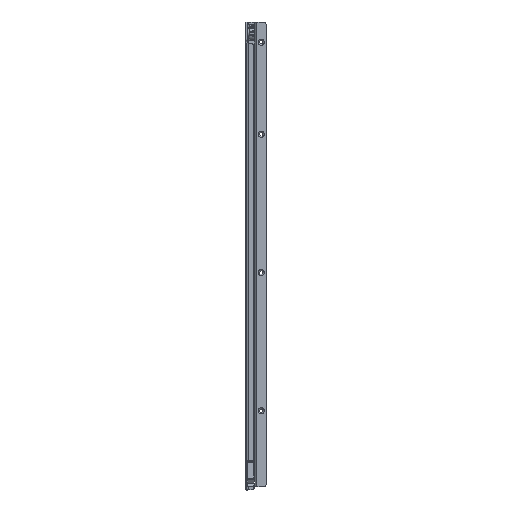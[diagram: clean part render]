
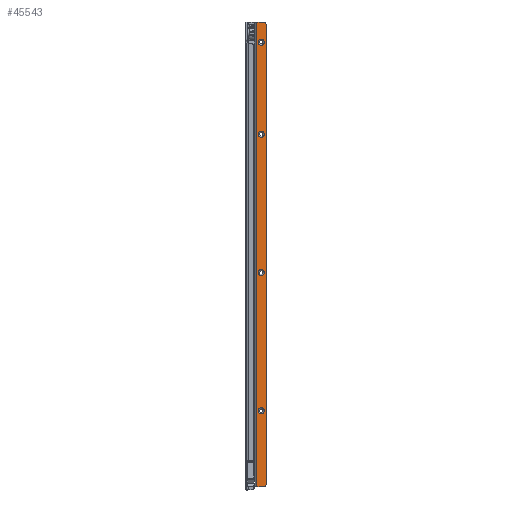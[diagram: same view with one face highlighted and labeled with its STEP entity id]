
A CAD part, front view. The second image highlights one B-rep face of the part: STEP entity #45543.
In plain terms, the highlighted planar face has unit normal (0, -1, 0).
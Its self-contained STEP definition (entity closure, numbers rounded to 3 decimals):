
#1993 = EDGE_CURVE ( 'NONE', #17216, #42841, #22191, .T. ) ;
#2005 = EDGE_CURVE ( 'NONE', #3791, #17021, #49121, .T. ) ;
#2040 = AXIS2_PLACEMENT_3D ( 'NONE', #44011, #20246, #39810 ) ;
#2246 = CIRCLE ( 'NONE', #46909, 4.25 ) ;
#2318 = DIRECTION ( 'NONE',  ( -1., 0., 0. ) ) ;
#3018 = VERTEX_POINT ( 'NONE', #31140 ) ;
#3359 = VERTEX_POINT ( 'NONE', #9943 ) ;
#3500 = CARTESIAN_POINT ( 'NONE',  ( 13.166, -8.074, 643.5 ) ) ;
#3791 = VERTEX_POINT ( 'NONE', #35391 ) ;
#4307 = EDGE_LOOP ( 'NONE', ( #8893, #16002 ) ) ;
#4596 = VERTEX_POINT ( 'NONE', #39707 ) ;
#5053 = LINE ( 'NONE', #17987, #50493 ) ;
#5206 = EDGE_LOOP ( 'NONE', ( #51188, #6573, #23382, #19630, #45237, #37143, #46933, #47247 ) ) ;
#5365 = CIRCLE ( 'NONE', #38224, 4. ) ;
#6292 = AXIS2_PLACEMENT_3D ( 'NONE', #51031, #10877, #26962 ) ;
#6449 = EDGE_LOOP ( 'NONE', ( #44805, #30223 ) ) ;
#6521 = CARTESIAN_POINT ( 'NONE',  ( 10.75, -8.074, 617.5 ) ) ;
#6573 = ORIENTED_EDGE ( 'NONE', *, *, #24891, .F. ) ;
#7369 = CIRCLE ( 'NONE', #22554, 4. ) ;
#8140 = CARTESIAN_POINT ( 'NONE',  ( 2.25, -8.074, 617.5 ) ) ;
#8454 = CARTESIAN_POINT ( 'NONE',  ( 13.166, -8.074, 2. ) ) ;
#8785 = FACE_BOUND ( 'NONE', #6449, .T. ) ;
#8893 = ORIENTED_EDGE ( 'NONE', *, *, #2005, .T. ) ;
#9378 = CARTESIAN_POINT ( 'NONE',  ( 13.702, -8.074, 642.572 ) ) ;
#9420 = EDGE_CURVE ( 'NONE', #36407, #44178, #51808, .T. ) ;
#9452 = CARTESIAN_POINT ( 'NONE',  ( 9.702, -8.074, 4. ) ) ;
#9558 = VERTEX_POINT ( 'NONE', #8454 ) ;
#9943 = CARTESIAN_POINT ( 'NONE',  ( 10.75, -8.074, 489.5 ) ) ;
#10486 = DIRECTION ( 'NONE',  ( 0., 0., 1. ) ) ;
#10877 = DIRECTION ( 'NONE',  ( 0., 1., 0. ) ) ;
#10930 = EDGE_CURVE ( 'NONE', #12386, #9558, #7369, .T. ) ;
#11759 = CARTESIAN_POINT ( 'NONE',  ( 16.63, -8.074, 8. ) ) ;
#11977 = DIRECTION ( 'NONE',  ( -1., 0., 0. ) ) ;
#12220 = PLANE ( 'NONE',  #28039 ) ;
#12386 = VERTEX_POINT ( 'NONE', #50148 ) ;
#12531 = DIRECTION ( 'NONE',  ( 0., 1., 0. ) ) ;
#12854 = DIRECTION ( 'NONE',  ( -1., 0., 0. ) ) ;
#13058 = CARTESIAN_POINT ( 'NONE',  ( 13.702, -8.074, 645.5 ) ) ;
#14123 = VECTOR ( 'NONE', #11977, 1000. ) ;
#14178 = EDGE_CURVE ( 'NONE', #47375, #4596, #5365, .T. ) ;
#14438 = CARTESIAN_POINT ( 'NONE',  ( 0.5, -8.074, 0. ) ) ;
#14830 = AXIS2_PLACEMENT_3D ( 'NONE', #48776, #49030, #12854 ) ;
#15196 = EDGE_CURVE ( 'NONE', #24752, #47375, #23307, .T. ) ;
#15734 = DIRECTION ( 'NONE',  ( 0.5, 0., 0.866 ) ) ;
#16002 = ORIENTED_EDGE ( 'NONE', *, *, #31469, .T. ) ;
#16306 = AXIS2_PLACEMENT_3D ( 'NONE', #29047, #16413, #48884 ) ;
#16413 = DIRECTION ( 'NONE',  ( 0., 1., 0. ) ) ;
#16962 = CARTESIAN_POINT ( 'NONE',  ( 2.25, -8.074, 105.5 ) ) ;
#17021 = VERTEX_POINT ( 'NONE', #16962 ) ;
#17216 = VERTEX_POINT ( 'NONE', #6521 ) ;
#17779 = CARTESIAN_POINT ( 'NONE',  ( 13.702, -8.074, 2.928 ) ) ;
#17987 = CARTESIAN_POINT ( 'NONE',  ( 13.702, -8.074, 0. ) ) ;
#19001 = DIRECTION ( 'NONE',  ( -1., 0., 0. ) ) ;
#19252 = VERTEX_POINT ( 'NONE', #37968 ) ;
#19316 = DIRECTION ( 'NONE',  ( 0., 1., 0. ) ) ;
#19506 = VECTOR ( 'NONE', #10486, 1000. ) ;
#19630 = ORIENTED_EDGE ( 'NONE', *, *, #33015, .T. ) ;
#19758 = EDGE_LOOP ( 'NONE', ( #32065, #24775 ) ) ;
#19919 = DIRECTION ( 'NONE',  ( 0., 0., -1. ) ) ;
#20246 = DIRECTION ( 'NONE',  ( 0., 1., 0. ) ) ;
#20542 = CIRCLE ( 'NONE', #16306, 4.25 ) ;
#20702 = FACE_BOUND ( 'NONE', #22411, .T. ) ;
#20855 = EDGE_CURVE ( 'NONE', #24752, #33502, #5053, .T. ) ;
#21110 = DIRECTION ( 'NONE',  ( 0., -1., 0. ) ) ;
#21117 = DIRECTION ( 'NONE',  ( 0., -1., 0. ) ) ;
#21530 = CARTESIAN_POINT ( 'NONE',  ( 6.5, -8.074, 297.5 ) ) ;
#22191 = CIRCLE ( 'NONE', #33980, 4.25 ) ;
#22386 = LINE ( 'NONE', #14438, #19506 ) ;
#22411 = EDGE_LOOP ( 'NONE', ( #49962, #45545 ) ) ;
#22554 = AXIS2_PLACEMENT_3D ( 'NONE', #9452, #21110, #29501 ) ;
#23307 = LINE ( 'NONE', #3500, #43366 ) ;
#23382 = ORIENTED_EDGE ( 'NONE', *, *, #10930, .T. ) ;
#23588 = EDGE_CURVE ( 'NONE', #44120, #4596, #32589, .T. ) ;
#23720 = EDGE_CURVE ( 'NONE', #44178, #36407, #2246, .T. ) ;
#24752 = VERTEX_POINT ( 'NONE', #9378 ) ;
#24775 = ORIENTED_EDGE ( 'NONE', *, *, #50021, .T. ) ;
#24891 = EDGE_CURVE ( 'NONE', #12386, #19252, #40765, .T. ) ;
#25451 = DIRECTION ( 'NONE',  ( -1., 0., 0. ) ) ;
#26338 = CARTESIAN_POINT ( 'NONE',  ( 2.25, -8.074, 297.5 ) ) ;
#26962 = DIRECTION ( 'NONE',  ( -1., 0., 0. ) ) ;
#27236 = CIRCLE ( 'NONE', #47483, 4.25 ) ;
#27563 = CIRCLE ( 'NONE', #14830, 4.25 ) ;
#27811 = CARTESIAN_POINT ( 'NONE',  ( 13.702, -8.074, 0. ) ) ;
#28039 = AXIS2_PLACEMENT_3D ( 'NONE', #44695, #48663, #19919 ) ;
#28870 = DIRECTION ( 'NONE',  ( 1., 0., 0. ) ) ;
#29047 = CARTESIAN_POINT ( 'NONE',  ( 6.5, -8.074, 105.5 ) ) ;
#29501 = DIRECTION ( 'NONE',  ( 0., 0., 1. ) ) ;
#29746 = CARTESIAN_POINT ( 'NONE',  ( 13.166, -8.074, 643.5 ) ) ;
#29752 = CIRCLE ( 'NONE', #2040, 4.25 ) ;
#29794 = VECTOR ( 'NONE', #15734, 1000. ) ;
#30223 = ORIENTED_EDGE ( 'NONE', *, *, #23720, .T. ) ;
#30936 = DIRECTION ( 'NONE',  ( -0.5, 0., 0.866 ) ) ;
#31140 = CARTESIAN_POINT ( 'NONE',  ( 2.25, -8.074, 489.5 ) ) ;
#31469 = EDGE_CURVE ( 'NONE', #17021, #3791, #20542, .T. ) ;
#31797 = DIRECTION ( 'NONE',  ( -1., 0., 0. ) ) ;
#32065 = ORIENTED_EDGE ( 'NONE', *, *, #39268, .T. ) ;
#32589 = LINE ( 'NONE', #13058, #37676 ) ;
#32704 = EDGE_CURVE ( 'NONE', #42841, #17216, #27236, .T. ) ;
#33015 = EDGE_CURVE ( 'NONE', #9558, #33502, #47146, .T. ) ;
#33234 = CARTESIAN_POINT ( 'NONE',  ( 0.5, -8.074, 645.5 ) ) ;
#33502 = VERTEX_POINT ( 'NONE', #17779 ) ;
#33980 = AXIS2_PLACEMENT_3D ( 'NONE', #39524, #43202, #2318 ) ;
#35391 = CARTESIAN_POINT ( 'NONE',  ( 10.75, -8.074, 105.5 ) ) ;
#36407 = VERTEX_POINT ( 'NONE', #37491 ) ;
#37143 = ORIENTED_EDGE ( 'NONE', *, *, #15196, .T. ) ;
#37441 = EDGE_CURVE ( 'NONE', #19252, #44120, #22386, .T. ) ;
#37491 = CARTESIAN_POINT ( 'NONE',  ( 10.75, -8.074, 297.5 ) ) ;
#37676 = VECTOR ( 'NONE', #28870, 1000. ) ;
#37968 = CARTESIAN_POINT ( 'NONE',  ( 0.5, -8.074, 0. ) ) ;
#38224 = AXIS2_PLACEMENT_3D ( 'NONE', #41166, #21117, #49339 ) ;
#39268 = EDGE_CURVE ( 'NONE', #3359, #3018, #29752, .T. ) ;
#39524 = CARTESIAN_POINT ( 'NONE',  ( 6.5, -8.074, 617.5 ) ) ;
#39707 = CARTESIAN_POINT ( 'NONE',  ( 9.702, -8.074, 645.5 ) ) ;
#39810 = DIRECTION ( 'NONE',  ( -1., 0., 0. ) ) ;
#39977 = FACE_OUTER_BOUND ( 'NONE', #5206, .T. ) ;
#40729 = AXIS2_PLACEMENT_3D ( 'NONE', #51403, #12531, #31797 ) ;
#40765 = LINE ( 'NONE', #27811, #14123 ) ;
#41018 = FACE_BOUND ( 'NONE', #4307, .T. ) ;
#41166 = CARTESIAN_POINT ( 'NONE',  ( 9.702, -8.074, 641.5 ) ) ;
#41218 = DIRECTION ( 'NONE',  ( 0., 0., -1. ) ) ;
#42841 = VERTEX_POINT ( 'NONE', #8140 ) ;
#43202 = DIRECTION ( 'NONE',  ( 0., 1., 0. ) ) ;
#43366 = VECTOR ( 'NONE', #30936, 1000. ) ;
#44011 = CARTESIAN_POINT ( 'NONE',  ( 6.5, -8.074, 489.5 ) ) ;
#44120 = VERTEX_POINT ( 'NONE', #33234 ) ;
#44178 = VERTEX_POINT ( 'NONE', #26338 ) ;
#44695 = CARTESIAN_POINT ( 'NONE',  ( -28.798, -8.074, 0. ) ) ;
#44805 = ORIENTED_EDGE ( 'NONE', *, *, #9420, .T. ) ;
#45237 = ORIENTED_EDGE ( 'NONE', *, *, #20855, .F. ) ;
#45543 = ADVANCED_FACE ( 'NONE', ( #20702, #48401, #8785, #41018, #39977 ), #12220, .F. ) ;
#45545 = ORIENTED_EDGE ( 'NONE', *, *, #32704, .T. ) ;
#46909 = AXIS2_PLACEMENT_3D ( 'NONE', #21530, #19316, #25451 ) ;
#46933 = ORIENTED_EDGE ( 'NONE', *, *, #14178, .T. ) ;
#47146 = LINE ( 'NONE', #11759, #29794 ) ;
#47247 = ORIENTED_EDGE ( 'NONE', *, *, #23588, .F. ) ;
#47375 = VERTEX_POINT ( 'NONE', #29746 ) ;
#47483 = AXIS2_PLACEMENT_3D ( 'NONE', #47740, #51219, #19001 ) ;
#47740 = CARTESIAN_POINT ( 'NONE',  ( 6.5, -8.074, 617.5 ) ) ;
#48401 = FACE_BOUND ( 'NONE', #19758, .T. ) ;
#48663 = DIRECTION ( 'NONE',  ( 0., 1., 0. ) ) ;
#48776 = CARTESIAN_POINT ( 'NONE',  ( 6.5, -8.074, 489.5 ) ) ;
#48884 = DIRECTION ( 'NONE',  ( -1., 0., 0. ) ) ;
#49030 = DIRECTION ( 'NONE',  ( 0., 1., 0. ) ) ;
#49121 = CIRCLE ( 'NONE', #40729, 4.25 ) ;
#49339 = DIRECTION ( 'NONE',  ( 0., 0., 1. ) ) ;
#49962 = ORIENTED_EDGE ( 'NONE', *, *, #1993, .T. ) ;
#50021 = EDGE_CURVE ( 'NONE', #3018, #3359, #27563, .T. ) ;
#50148 = CARTESIAN_POINT ( 'NONE',  ( 9.702, -8.074, 0. ) ) ;
#50493 = VECTOR ( 'NONE', #41218, 1000. ) ;
#51031 = CARTESIAN_POINT ( 'NONE',  ( 6.5, -8.074, 297.5 ) ) ;
#51188 = ORIENTED_EDGE ( 'NONE', *, *, #37441, .F. ) ;
#51219 = DIRECTION ( 'NONE',  ( 0., 1., 0. ) ) ;
#51403 = CARTESIAN_POINT ( 'NONE',  ( 6.5, -8.074, 105.5 ) ) ;
#51808 = CIRCLE ( 'NONE', #6292, 4.25 ) ;
